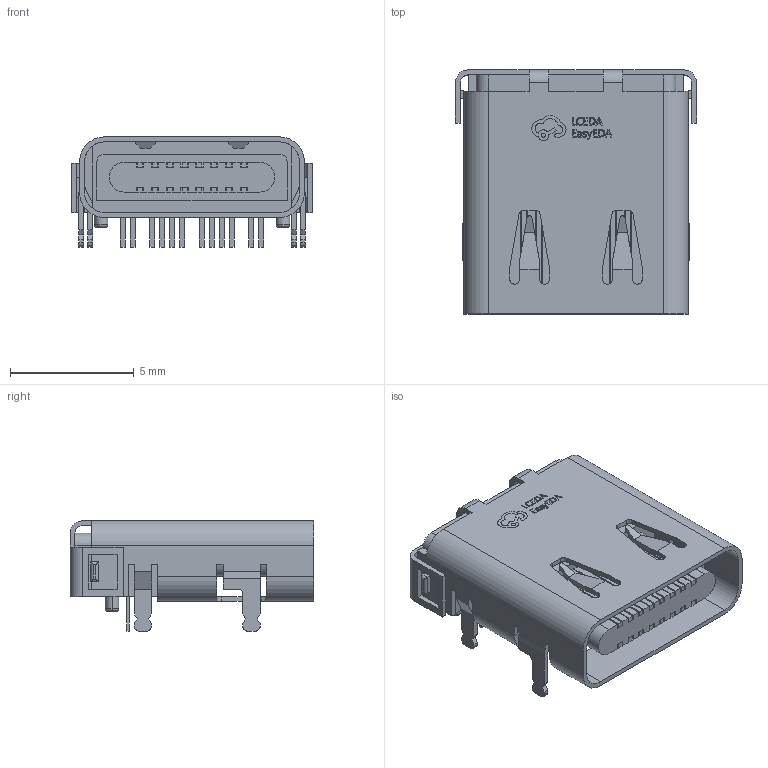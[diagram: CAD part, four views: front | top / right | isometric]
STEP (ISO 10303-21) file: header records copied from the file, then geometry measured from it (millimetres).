
FILE_DESCRIPTION (( 'STEP AP214' ), '1' );
FILE_NAME ('USB-C-SMD_KH-TYPE-C-24P-T9.87.step', '2022-07-15T09:14:51', ( '' ), ( '' ), 'SwSTEP 2.0', 'SolidWorks 2020', '' );
FILE_SCHEMA (( 'AUTOMOTIVE_DESIGN' ));
Length unit declared in the file: millimetre
Products named in the file (1): USB-C-SMD_KH-TYPE-C-24P-T9.87
Bounding box: 9.75 x 9.87 x 4.46 mm (x, y, z)
Volume: 169.5 mm3; surface area: 736.5 mm2
Topology: 43 solids, 43 shells, 849 faces, 2199 edges, 1452 vertices
Faces by surface type: plane 661, bspline 112, cylinder 72, torus 4
Entity records: 36539 total; most frequent: CARTESIAN_POINT 6641, ORIENTED_EDGE 4398, DIRECTION 3569, EDGE_CURVE 2199, VECTOR 1825, LINE 1825, VERTEX_POINT 1452, UNCERTAINTY_MEASURE_WITH_UNIT 893
